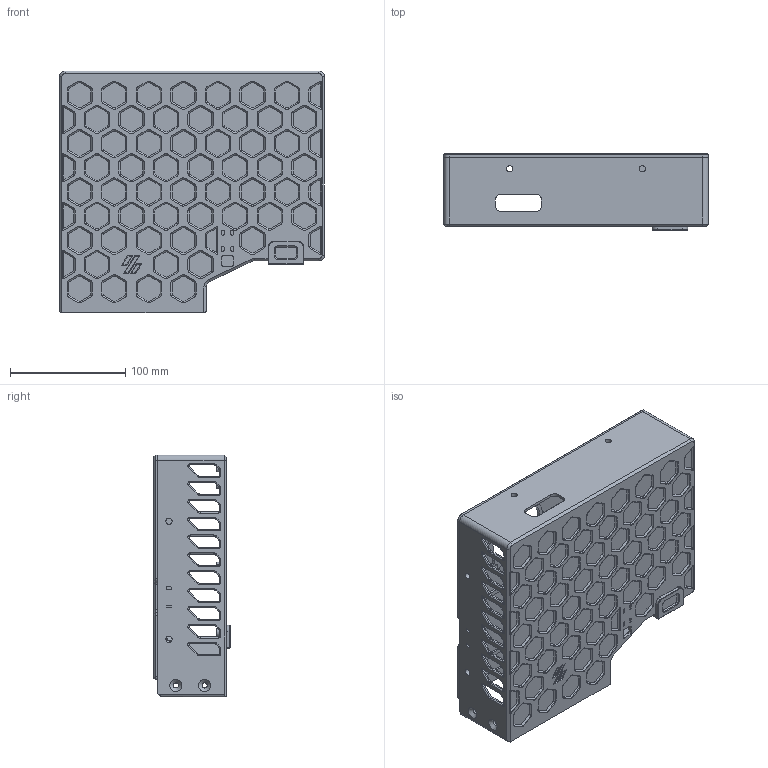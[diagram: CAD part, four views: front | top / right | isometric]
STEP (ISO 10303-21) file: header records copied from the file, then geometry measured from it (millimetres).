
FILE_DESCRIPTION(/* description */ (''),/* implementation_level */ '2;1');
FILE_NAME(/* name */ 'Electronics Box SKR Pro Legacy v10.step',/* time_stamp */ '2022-04-05T18:36:52-03:00',/* author */ (''),/* organization */ (''),/* preprocessor_version */ 'ST-DEVELOPER v18.1',/* originating_system */ 'Autodesk Translation Framework v10.14.0.1471',/* authorisation */ '');
FILE_SCHEMA (('AUTOMOTIVE_DESIGN { 1 0 10303 214 3 1 1 }'));
Products named in the file (3): Electronics Box SKR Pro Legacy; Tampa SD Pi; Tampa Superior
Assembly tree (2 placements, depth 2):
  Electronics Box SKR Pro Legacy
    Tampa SD Pi
    Tampa Superior
Bounding box: 230 x 66 x 210 mm (x, y, z)
Volume: 281071.7 mm3; surface area: 260934.8 mm2
Topology: 3 solids, 3 shells, 2610 faces, 6440 edges, 3919 vertices
Faces by surface type: plane 1163, cylinder 859, cone 434, torus 117, bspline 37
Full cylindrical faces by diameter (mm): 2.8 x10, 3.5 x5, 4.4 x8, 4.5 x1, 4.7 x5, 5.4 x4, 6 x10, 58 x1
Entity records: 77514 total; most frequent: CARTESIAN_POINT 14283, DIRECTION 13789, ORIENTED_EDGE 12854, EDGE_CURVE 6427, AXIS2_PLACEMENT_3D 4853, LINE 4083, VECTOR 4083, VERTEX_POINT 3919
